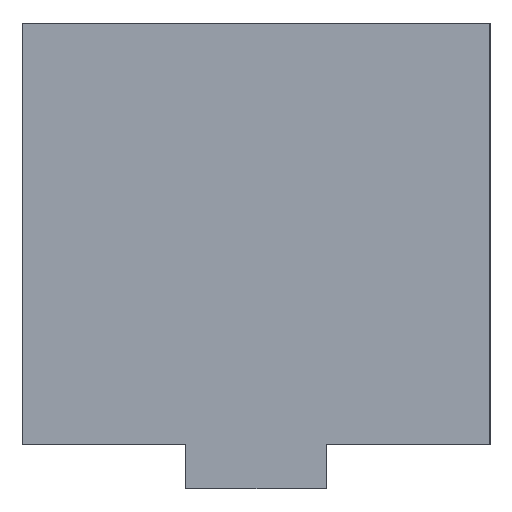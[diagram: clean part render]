
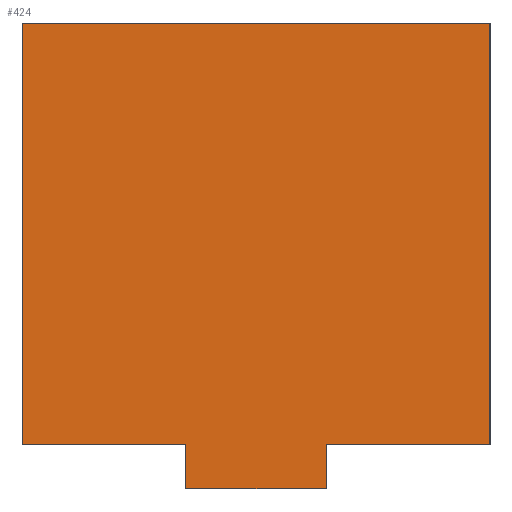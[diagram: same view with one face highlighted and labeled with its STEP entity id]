
A CAD part, left-side view. The second image highlights one B-rep face of the part: STEP entity #424.
In plain terms, the highlighted planar face has unit normal (-1, 0, 0).
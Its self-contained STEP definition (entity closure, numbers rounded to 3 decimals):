
#182=CARTESIAN_POINT('Vertex',(-20.,5.,9.)) ;
#187=CARTESIAN_POINT('Line Origine',(-20.,0.,9.)) ;
#191=CARTESIAN_POINT('Vertex',(-20.,-5.,9.)) ;
#226=CARTESIAN_POINT('Vertex',(-20.,-1.5,-0.95)) ;
#229=CARTESIAN_POINT('Line Origine',(-20.,0.,-0.95)) ;
#233=CARTESIAN_POINT('Vertex',(-20.,1.5,-0.95)) ;
#258=CARTESIAN_POINT('Vertex',(-20.,-1.5,0.)) ;
#261=CARTESIAN_POINT('Line Origine',(-20.,-1.5,-0.475)) ;
#296=CARTESIAN_POINT('Vertex',(-20.,-5.,0.)) ;
#299=CARTESIAN_POINT('Line Origine',(-20.,-3.25,0.)) ;
#344=CARTESIAN_POINT('Vertex',(-20.,1.5,0.)) ;
#347=CARTESIAN_POINT('Line Origine',(-20.,3.25,0.)) ;
#351=CARTESIAN_POINT('Vertex',(-20.,5.,0.)) ;
#387=CARTESIAN_POINT('Line Origine',(-20.,1.5,-0.475)) ;
#399=CARTESIAN_POINT('Axis2P3D Location',(-20.,0.,0.)) ;
#404=CARTESIAN_POINT('Line Origine',(-20.,-5.,4.5)) ;
#409=CARTESIAN_POINT('Line Origine',(-20.,5.,4.5)) ;
#188=DIRECTION('Vector Direction',(0.,-1.,0.)) ;
#230=DIRECTION('Vector Direction',(0.,1.,0.)) ;
#262=DIRECTION('Vector Direction',(0.,0.,-1.)) ;
#300=DIRECTION('Vector Direction',(0.,1.,0.)) ;
#348=DIRECTION('Vector Direction',(0.,1.,0.)) ;
#388=DIRECTION('Vector Direction',(0.,0.,1.)) ;
#400=DIRECTION('Axis2P3D Direction',(1.,0.,0.)) ;
#401=DIRECTION('Axis2P3D XDirection',(0.,1.,0.)) ;
#405=DIRECTION('Vector Direction',(0.,0.,-1.)) ;
#410=DIRECTION('Vector Direction',(0.,0.,1.)) ;
#402=AXIS2_PLACEMENT_3D('Plane Axis2P3D',#399,#400,#401) ;
#415=ORIENTED_EDGE('',*,*,#408,.F.) ;
#416=ORIENTED_EDGE('',*,*,#193,.F.) ;
#417=ORIENTED_EDGE('',*,*,#413,.F.) ;
#418=ORIENTED_EDGE('',*,*,#353,.F.) ;
#419=ORIENTED_EDGE('',*,*,#391,.F.) ;
#420=ORIENTED_EDGE('',*,*,#235,.F.) ;
#421=ORIENTED_EDGE('',*,*,#265,.F.) ;
#422=ORIENTED_EDGE('',*,*,#303,.F.) ;
#189=VECTOR('Line Direction',#188,1.) ;
#231=VECTOR('Line Direction',#230,1.) ;
#263=VECTOR('Line Direction',#262,1.) ;
#301=VECTOR('Line Direction',#300,1.) ;
#349=VECTOR('Line Direction',#348,1.) ;
#389=VECTOR('Line Direction',#388,1.) ;
#406=VECTOR('Line Direction',#405,1.) ;
#411=VECTOR('Line Direction',#410,1.) ;
#424=ADVANCED_FACE('Corps principal',(#423),#403,.F.) ;
#193=EDGE_CURVE('',#183,#192,#190,.T.) ;
#235=EDGE_CURVE('',#227,#234,#232,.T.) ;
#265=EDGE_CURVE('',#259,#227,#264,.T.) ;
#303=EDGE_CURVE('',#297,#259,#302,.T.) ;
#353=EDGE_CURVE('',#345,#352,#350,.T.) ;
#391=EDGE_CURVE('',#234,#345,#390,.T.) ;
#408=EDGE_CURVE('',#192,#297,#407,.T.) ;
#413=EDGE_CURVE('',#352,#183,#412,.T.) ;
#414=EDGE_LOOP('',(#415,#416,#417,#418,#419,#420,#421,#422)) ;
#423=FACE_OUTER_BOUND('',#414,.T.) ;
#190=LINE('Line',#187,#189) ;
#232=LINE('Line',#229,#231) ;
#264=LINE('Line',#261,#263) ;
#302=LINE('Line',#299,#301) ;
#350=LINE('Line',#347,#349) ;
#390=LINE('Line',#387,#389) ;
#407=LINE('Line',#404,#406) ;
#412=LINE('Line',#409,#411) ;
#403=PLANE('',#402) ;
#183=VERTEX_POINT('',#182) ;
#192=VERTEX_POINT('',#191) ;
#227=VERTEX_POINT('',#226) ;
#234=VERTEX_POINT('',#233) ;
#259=VERTEX_POINT('',#258) ;
#297=VERTEX_POINT('',#296) ;
#345=VERTEX_POINT('',#344) ;
#352=VERTEX_POINT('',#351) ;
